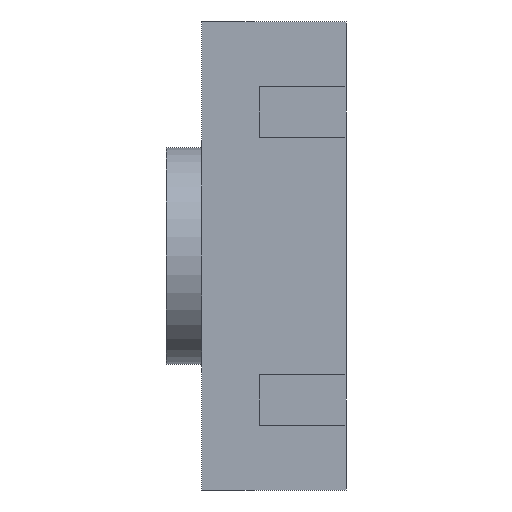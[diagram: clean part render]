
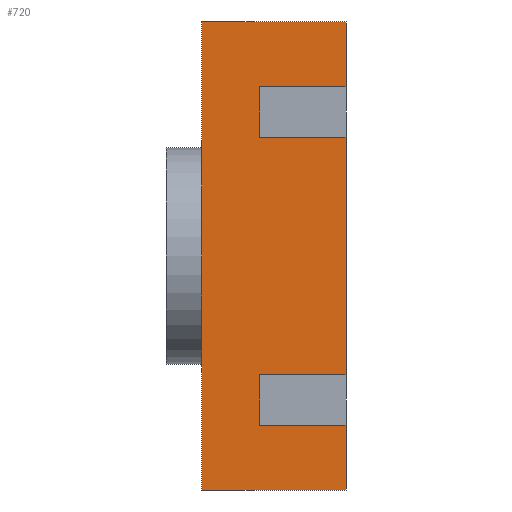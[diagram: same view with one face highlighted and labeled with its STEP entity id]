
A CAD part, left-side view. The second image highlights one B-rep face of the part: STEP entity #720.
In plain terms, the highlighted planar face has unit normal (-1, 0, 0).
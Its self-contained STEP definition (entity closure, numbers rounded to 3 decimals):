
#1 = CARTESIAN_POINT ( 'NONE',  ( -3.1, 2., -3.25 ) ) ;
#2 = PLANE ( 'NONE',  #65 ) ;
#3 = FACE_OUTER_BOUND ( 'NONE', #721, .T. ) ;
#62 = CARTESIAN_POINT ( 'NONE',  ( -3.1, 1.2, -2.35 ) ) ;
#63 = DIRECTION ( 'NONE',  ( 0., 0., -1. ) ) ;
#64 = DIRECTION ( 'NONE',  ( 1., 0., 0. ) ) ;
#65 = AXIS2_PLACEMENT_3D ( 'NONE', #1, #64, #63 ) ;
#309 = DIRECTION ( 'NONE',  ( 0., 0., 1. ) ) ;
#310 = VECTOR ( 'NONE', #309, 1000. ) ;
#311 = CARTESIAN_POINT ( 'NONE',  ( -3.1, 0., -3.25 ) ) ;
#312 = LINE ( 'NONE', #311, #310 ) ;
#313 = CARTESIAN_POINT ( 'NONE',  ( -3.1, 0., 1.65 ) ) ;
#314 = CARTESIAN_POINT ( 'NONE',  ( -3.1, 2., 3.25 ) ) ;
#315 = DIRECTION ( 'NONE',  ( 0., -1., 0. ) ) ;
#316 = VECTOR ( 'NONE', #315, 1000. ) ;
#317 = CARTESIAN_POINT ( 'NONE',  ( -3.1, 2., 3.25 ) ) ;
#318 = LINE ( 'NONE', #317, #316 ) ;
#319 = CARTESIAN_POINT ( 'NONE',  ( -3.1, 0., 3.25 ) ) ;
#320 = DIRECTION ( 'NONE',  ( 0., 0., 1. ) ) ;
#321 = VECTOR ( 'NONE', #320, 1000. ) ;
#322 = CARTESIAN_POINT ( 'NONE',  ( -3.1, 0., -3.25 ) ) ;
#323 = LINE ( 'NONE', #322, #321 ) ;
#324 = CARTESIAN_POINT ( 'NONE',  ( -3.1, 1.2, 1.65 ) ) ;
#325 = DIRECTION ( 'NONE',  ( 0., 1., 0. ) ) ;
#326 = VECTOR ( 'NONE', #325, 1000. ) ;
#327 = CARTESIAN_POINT ( 'NONE',  ( -3.1, 0., 1.65 ) ) ;
#328 = LINE ( 'NONE', #327, #326 ) ;
#329 = CARTESIAN_POINT ( 'NONE',  ( -3.1, 0., 2.35 ) ) ;
#330 = DIRECTION ( 'NONE',  ( 0., -1., 0. ) ) ;
#331 = VECTOR ( 'NONE', #330, 1000. ) ;
#332 = CARTESIAN_POINT ( 'NONE',  ( -3.1, 0., 2.35 ) ) ;
#333 = LINE ( 'NONE', #332, #331 ) ;
#334 = CARTESIAN_POINT ( 'NONE',  ( -3.1, 1.2, 2.35 ) ) ;
#335 = DIRECTION ( 'NONE',  ( 0., 0., 1. ) ) ;
#336 = VECTOR ( 'NONE', #335, 1000. ) ;
#337 = CARTESIAN_POINT ( 'NONE',  ( -3.1, 1.2, 2.35 ) ) ;
#338 = LINE ( 'NONE', #337, #336 ) ;
#358 = CARTESIAN_POINT ( 'NONE',  ( -3.1, 0., -1.65 ) ) ;
#359 = DIRECTION ( 'NONE',  ( 0., -1., 0. ) ) ;
#360 = VECTOR ( 'NONE', #359, 1000. ) ;
#361 = CARTESIAN_POINT ( 'NONE',  ( -3.1, 0., -1.65 ) ) ;
#362 = LINE ( 'NONE', #361, #360 ) ;
#363 = CARTESIAN_POINT ( 'NONE',  ( -3.1, 1.2, -1.65 ) ) ;
#364 = DIRECTION ( 'NONE',  ( 0., 0., 1. ) ) ;
#365 = VECTOR ( 'NONE', #364, 1000. ) ;
#366 = CARTESIAN_POINT ( 'NONE',  ( -3.1, 1.2, -2.35 ) ) ;
#367 = LINE ( 'NONE', #366, #365 ) ;
#466 = ORIENTED_EDGE ( 'NONE', *, *, #467, .T. ) ;
#467 = EDGE_CURVE ( 'NONE', #543, #468, #954, .T. ) ;
#468 = VERTEX_POINT ( 'NONE', #950 ) ;
#490 = ORIENTED_EDGE ( 'NONE', *, *, #491, .T. ) ;
#491 = EDGE_CURVE ( 'NONE', #468, #723, #1041, .T. ) ;
#517 = ORIENTED_EDGE ( 'NONE', *, *, #518, .F. ) ;
#518 = EDGE_CURVE ( 'NONE', #519, #586, #1016, .T. ) ;
#519 = VERTEX_POINT ( 'NONE', #1009 ) ;
#520 = ORIENTED_EDGE ( 'NONE', *, *, #542, .T. ) ;
#542 = EDGE_CURVE ( 'NONE', #519, #543, #1136, .T. ) ;
#543 = VERTEX_POINT ( 'NONE', #1132 ) ;
#573 = EDGE_CURVE ( 'NONE', #580, #574, #338, .T. ) ;
#574 = VERTEX_POINT ( 'NONE', #334 ) ;
#575 = ORIENTED_EDGE ( 'NONE', *, *, #576, .T. ) ;
#576 = EDGE_CURVE ( 'NONE', #574, #577, #333, .T. ) ;
#577 = VERTEX_POINT ( 'NONE', #329 ) ;
#578 = ORIENTED_EDGE ( 'NONE', *, *, #582, .T. ) ;
#579 = EDGE_CURVE ( 'NONE', #588, #580, #328, .T. ) ;
#580 = VERTEX_POINT ( 'NONE', #324 ) ;
#581 = ORIENTED_EDGE ( 'NONE', *, *, #573, .T. ) ;
#582 = EDGE_CURVE ( 'NONE', #577, #583, #323, .T. ) ;
#583 = VERTEX_POINT ( 'NONE', #319 ) ;
#584 = ORIENTED_EDGE ( 'NONE', *, *, #585, .F. ) ;
#585 = EDGE_CURVE ( 'NONE', #586, #583, #318, .T. ) ;
#586 = VERTEX_POINT ( 'NONE', #314 ) ;
#587 = ORIENTED_EDGE ( 'NONE', *, *, #579, .T. ) ;
#588 = VERTEX_POINT ( 'NONE', #313 ) ;
#589 = EDGE_CURVE ( 'NONE', #654, #588, #312, .T. ) ;
#591 = ORIENTED_EDGE ( 'NONE', *, *, #589, .T. ) ;
#650 = EDGE_CURVE ( 'NONE', #723, #651, #367, .T. ) ;
#651 = VERTEX_POINT ( 'NONE', #363 ) ;
#652 = ORIENTED_EDGE ( 'NONE', *, *, #653, .T. ) ;
#653 = EDGE_CURVE ( 'NONE', #651, #654, #362, .T. ) ;
#654 = VERTEX_POINT ( 'NONE', #358 ) ;
#720 = ADVANCED_FACE ( 'NONE', ( #3 ), #2, .F. ) ;
#721 = EDGE_LOOP ( 'NONE', ( #722, #652, #591, #587, #581, #575, #578, #584, #517, #520, #466, #490 ) ) ;
#722 = ORIENTED_EDGE ( 'NONE', *, *, #650, .T. ) ;
#723 = VERTEX_POINT ( 'NONE', #62 ) ;
#950 = CARTESIAN_POINT ( 'NONE',  ( -3.1, 0., -2.35 ) ) ;
#951 = DIRECTION ( 'NONE',  ( 0., 0., 1. ) ) ;
#952 = VECTOR ( 'NONE', #951, 1000. ) ;
#953 = CARTESIAN_POINT ( 'NONE',  ( -3.1, 0., -3.25 ) ) ;
#954 = LINE ( 'NONE', #953, #952 ) ;
#1009 = CARTESIAN_POINT ( 'NONE',  ( -3.1, 2., -3.25 ) ) ;
#1010 = DIRECTION ( 'NONE',  ( 0., 0., 1. ) ) ;
#1011 = VECTOR ( 'NONE', #1010, 1000. ) ;
#1012 = CARTESIAN_POINT ( 'NONE',  ( -3.1, 2., -3.25 ) ) ;
#1016 = LINE ( 'NONE', #1012, #1011 ) ;
#1038 = DIRECTION ( 'NONE',  ( 0., 1., 0. ) ) ;
#1039 = VECTOR ( 'NONE', #1038, 1000. ) ;
#1040 = CARTESIAN_POINT ( 'NONE',  ( -3.1, 0., -2.35 ) ) ;
#1041 = LINE ( 'NONE', #1040, #1039 ) ;
#1132 = CARTESIAN_POINT ( 'NONE',  ( -3.1, 0., -3.25 ) ) ;
#1133 = DIRECTION ( 'NONE',  ( 0., -1., 0. ) ) ;
#1134 = VECTOR ( 'NONE', #1133, 1000. ) ;
#1135 = CARTESIAN_POINT ( 'NONE',  ( -3.1, 2., -3.25 ) ) ;
#1136 = LINE ( 'NONE', #1135, #1134 ) ;
